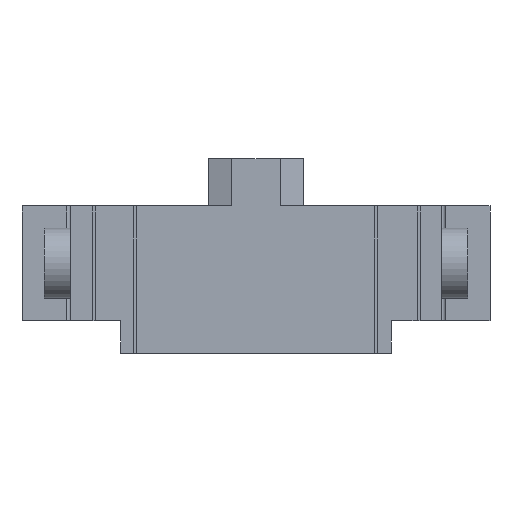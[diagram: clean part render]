
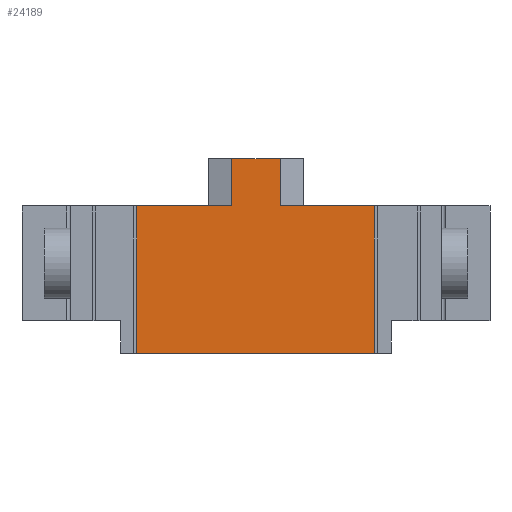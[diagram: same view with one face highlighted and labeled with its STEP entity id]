
A CAD part, front view. The second image highlights one B-rep face of the part: STEP entity #24189.
In plain terms, the highlighted planar face has unit normal (0, -1, 0).
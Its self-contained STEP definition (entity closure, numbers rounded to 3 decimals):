
#3567 = PLANE('',#3568);
#3568 = AXIS2_PLACEMENT_3D('',#3569,#3570,#3571);
#3569 = CARTESIAN_POINT('',(-15.9,-20.,3.4));
#3570 = DIRECTION('',(0.,0.,1.));
#3571 = DIRECTION('',(1.,0.,-0.));
#4785 = PLANE('',#4786);
#4786 = AXIS2_PLACEMENT_3D('',#4787,#4788,#4789);
#4787 = CARTESIAN_POINT('',(-12.6,-19.9,-6.6));
#4788 = DIRECTION('',(0.,0.,-1.));
#4789 = DIRECTION('',(0.,1.,0.));
#5751 = PLANE('',#5752);
#5752 = AXIS2_PLACEMENT_3D('',#5753,#5754,#5755);
#5753 = CARTESIAN_POINT('',(-15.9,-20.,3.4));
#5754 = DIRECTION('',(0.,0.,1.));
#5755 = DIRECTION('',(1.,0.,-0.));
#10009 = VERTEX_POINT('',#10010);
#10010 = CARTESIAN_POINT('',(1.65,-19.9,3.4));
#10026 = PLANE('',#10027);
#10027 = AXIS2_PLACEMENT_3D('',#10028,#10029,#10030);
#10028 = CARTESIAN_POINT('',(2.45,-19.667,3.4));
#10029 = DIRECTION('',(0.28,-0.96,0.));
#10030 = DIRECTION('',(0.,0.,-1.));
#10038 = EDGE_CURVE('',#10039,#10009,#10041,.T.);
#10039 = VERTEX_POINT('',#10040);
#10040 = CARTESIAN_POINT('',(8.05,-19.9,3.4));
#10041 = SURFACE_CURVE('',#10042,(#10046,#10053),.PCURVE_S1.);
#10042 = LINE('',#10043,#10044);
#10043 = CARTESIAN_POINT('',(12.6,-19.9,3.4));
#10044 = VECTOR('',#10045,1.);
#10045 = DIRECTION('',(-1.,0.,0.));
#10046 = PCURVE('',#3567,#10047);
#10047 = DEFINITIONAL_REPRESENTATION('',(#10048),#10052);
#10048 = LINE('',#10049,#10050);
#10049 = CARTESIAN_POINT('',(28.5,0.1));
#10050 = VECTOR('',#10051,1.);
#10051 = DIRECTION('',(-1.,0.));
#10052 = ( GEOMETRIC_REPRESENTATION_CONTEXT(2) 
PARAMETRIC_REPRESENTATION_CONTEXT() REPRESENTATION_CONTEXT('2D SPACE',''
  ) );
#10053 = PCURVE('',#10054,#10059);
#10054 = PLANE('',#10055);
#10055 = AXIS2_PLACEMENT_3D('',#10056,#10057,#10058);
#10056 = CARTESIAN_POINT('',(8.,-19.9,-6.6));
#10057 = DIRECTION('',(0.,1.,0.));
#10058 = DIRECTION('',(0.,0.,1.));
#10059 = DEFINITIONAL_REPRESENTATION('',(#10060),#10064);
#10060 = LINE('',#10061,#10062);
#10061 = CARTESIAN_POINT('',(10.,4.6));
#10062 = VECTOR('',#10063,1.);
#10063 = DIRECTION('',(0.,-1.));
#10064 = ( GEOMETRIC_REPRESENTATION_CONTEXT(2) 
PARAMETRIC_REPRESENTATION_CONTEXT() REPRESENTATION_CONTEXT('2D SPACE',''
  ) );
#10082 = PLANE('',#10083);
#10083 = AXIS2_PLACEMENT_3D('',#10084,#10085,#10086);
#10084 = CARTESIAN_POINT('',(8.05,-19.9,-6.6));
#10085 = DIRECTION('',(-1.,0.,0.));
#10086 = DIRECTION('',(0.,0.,1.));
#13591 = EDGE_CURVE('',#13592,#13594,#13596,.T.);
#13592 = VERTEX_POINT('',#13593);
#13593 = CARTESIAN_POINT('',(8.05,-19.9,-6.6));
#13594 = VERTEX_POINT('',#13595);
#13595 = CARTESIAN_POINT('',(-8.1,-19.9,-6.6));
#13596 = SURFACE_CURVE('',#13597,(#13601,#13608),.PCURVE_S1.);
#13597 = LINE('',#13598,#13599);
#13598 = CARTESIAN_POINT('',(8.05,-19.9,-6.6));
#13599 = VECTOR('',#13600,1.);
#13600 = DIRECTION('',(-1.,0.,0.));
#13601 = PCURVE('',#4785,#13602);
#13602 = DEFINITIONAL_REPRESENTATION('',(#13603),#13607);
#13603 = LINE('',#13604,#13605);
#13604 = CARTESIAN_POINT('',(0.,20.65));
#13605 = VECTOR('',#13606,1.);
#13606 = DIRECTION('',(0.,-1.));
#13607 = ( GEOMETRIC_REPRESENTATION_CONTEXT(2) 
PARAMETRIC_REPRESENTATION_CONTEXT() REPRESENTATION_CONTEXT('2D SPACE',''
  ) );
#13608 = PCURVE('',#10054,#13609);
#13609 = DEFINITIONAL_REPRESENTATION('',(#13610),#13614);
#13610 = LINE('',#13611,#13612);
#13611 = CARTESIAN_POINT('',(0.,0.05));
#13612 = VECTOR('',#13613,1.);
#13613 = DIRECTION('',(0.,-1.));
#13614 = ( GEOMETRIC_REPRESENTATION_CONTEXT(2) 
PARAMETRIC_REPRESENTATION_CONTEXT() REPRESENTATION_CONTEXT('2D SPACE',''
  ) );
#13632 = PLANE('',#13633);
#13633 = AXIS2_PLACEMENT_3D('',#13634,#13635,#13636);
#13634 = CARTESIAN_POINT('',(-8.1,-19.1,-6.6));
#13635 = DIRECTION('',(-1.,0.,0.));
#13636 = DIRECTION('',(0.,0.,1.));
#14548 = VERTEX_POINT('',#14549);
#14549 = CARTESIAN_POINT('',(-8.1,-19.9,3.4));
#14570 = EDGE_CURVE('',#14571,#14548,#14573,.T.);
#14571 = VERTEX_POINT('',#14572);
#14572 = CARTESIAN_POINT('',(-1.65,-19.9,3.4));
#14573 = SURFACE_CURVE('',#14574,(#14578,#14585),.PCURVE_S1.);
#14574 = LINE('',#14575,#14576);
#14575 = CARTESIAN_POINT('',(12.6,-19.9,3.4));
#14576 = VECTOR('',#14577,1.);
#14577 = DIRECTION('',(-1.,0.,0.));
#14578 = PCURVE('',#5751,#14579);
#14579 = DEFINITIONAL_REPRESENTATION('',(#14580),#14584);
#14580 = LINE('',#14581,#14582);
#14581 = CARTESIAN_POINT('',(28.5,0.1));
#14582 = VECTOR('',#14583,1.);
#14583 = DIRECTION('',(-1.,0.));
#14584 = ( GEOMETRIC_REPRESENTATION_CONTEXT(2) 
PARAMETRIC_REPRESENTATION_CONTEXT() REPRESENTATION_CONTEXT('2D SPACE',''
  ) );
#14585 = PCURVE('',#10054,#14586);
#14586 = DEFINITIONAL_REPRESENTATION('',(#14587),#14591);
#14587 = LINE('',#14588,#14589);
#14588 = CARTESIAN_POINT('',(10.,4.6));
#14589 = VECTOR('',#14590,1.);
#14590 = DIRECTION('',(0.,-1.));
#14591 = ( GEOMETRIC_REPRESENTATION_CONTEXT(2) 
PARAMETRIC_REPRESENTATION_CONTEXT() REPRESENTATION_CONTEXT('2D SPACE',''
  ) );
#14609 = PLANE('',#14610);
#14610 = AXIS2_PLACEMENT_3D('',#14611,#14612,#14613);
#14611 = CARTESIAN_POINT('',(-2.45,-19.667,3.4));
#14612 = DIRECTION('',(0.28,0.96,0.));
#14613 = DIRECTION('',(0.,0.,-1.));
#18156 = PLANE('',#18157);
#18157 = AXIS2_PLACEMENT_3D('',#18158,#18159,#18160);
#18158 = CARTESIAN_POINT('',(-1.65,-20.,6.6));
#18159 = DIRECTION('',(0.,0.,1.));
#18160 = DIRECTION('',(1.,0.,-0.));
#19275 = EDGE_CURVE('',#10009,#19276,#19278,.T.);
#19276 = VERTEX_POINT('',#19277);
#19277 = CARTESIAN_POINT('',(1.65,-19.9,6.6));
#19278 = SURFACE_CURVE('',#19279,(#19283,#19290),.PCURVE_S1.);
#19279 = LINE('',#19280,#19281);
#19280 = CARTESIAN_POINT('',(1.65,-19.9,5.));
#19281 = VECTOR('',#19282,1.);
#19282 = DIRECTION('',(-0.,0.,1.));
#19283 = PCURVE('',#10026,#19284);
#19284 = DEFINITIONAL_REPRESENTATION('',(#19285),#19289);
#19285 = LINE('',#19286,#19287);
#19286 = CARTESIAN_POINT('',(-1.6,-0.833));
#19287 = VECTOR('',#19288,1.);
#19288 = DIRECTION('',(-1.,0.));
#19289 = ( GEOMETRIC_REPRESENTATION_CONTEXT(2) 
PARAMETRIC_REPRESENTATION_CONTEXT() REPRESENTATION_CONTEXT('2D SPACE',''
  ) );
#19290 = PCURVE('',#10054,#19291);
#19291 = DEFINITIONAL_REPRESENTATION('',(#19292),#19296);
#19292 = LINE('',#19293,#19294);
#19293 = CARTESIAN_POINT('',(11.6,-6.35));
#19294 = VECTOR('',#19295,1.);
#19295 = DIRECTION('',(1.,0.));
#19296 = ( GEOMETRIC_REPRESENTATION_CONTEXT(2) 
PARAMETRIC_REPRESENTATION_CONTEXT() REPRESENTATION_CONTEXT('2D SPACE',''
  ) );
#24167 = EDGE_CURVE('',#13592,#10039,#24168,.T.);
#24168 = SURFACE_CURVE('',#24169,(#24173,#24180),.PCURVE_S1.);
#24169 = LINE('',#24170,#24171);
#24170 = CARTESIAN_POINT('',(8.05,-19.9,-6.6));
#24171 = VECTOR('',#24172,1.);
#24172 = DIRECTION('',(0.,0.,1.));
#24173 = PCURVE('',#10082,#24174);
#24174 = DEFINITIONAL_REPRESENTATION('',(#24175),#24179);
#24175 = LINE('',#24176,#24177);
#24176 = CARTESIAN_POINT('',(0.,0.));
#24177 = VECTOR('',#24178,1.);
#24178 = DIRECTION('',(1.,0.));
#24179 = ( GEOMETRIC_REPRESENTATION_CONTEXT(2) 
PARAMETRIC_REPRESENTATION_CONTEXT() REPRESENTATION_CONTEXT('2D SPACE',''
  ) );
#24180 = PCURVE('',#10054,#24181);
#24181 = DEFINITIONAL_REPRESENTATION('',(#24182),#24186);
#24182 = LINE('',#24183,#24184);
#24183 = CARTESIAN_POINT('',(0.,0.05));
#24184 = VECTOR('',#24185,1.);
#24185 = DIRECTION('',(1.,0.));
#24186 = ( GEOMETRIC_REPRESENTATION_CONTEXT(2) 
PARAMETRIC_REPRESENTATION_CONTEXT() REPRESENTATION_CONTEXT('2D SPACE',''
  ) );
#24189 = ADVANCED_FACE('',(#24190),#10054,.F.);
#24190 = FACE_BOUND('',#24191,.F.);
#24191 = EDGE_LOOP('',(#24192,#24213,#24214,#24237,#24258,#24259,#24260,
    #24261));
#24192 = ORIENTED_EDGE('',*,*,#24193,.T.);
#24193 = EDGE_CURVE('',#13594,#14548,#24194,.T.);
#24194 = SURFACE_CURVE('',#24195,(#24199,#24206),.PCURVE_S1.);
#24195 = LINE('',#24196,#24197);
#24196 = CARTESIAN_POINT('',(-8.1,-19.9,-0.5));
#24197 = VECTOR('',#24198,1.);
#24198 = DIRECTION('',(0.,-0.,1.));
#24199 = PCURVE('',#10054,#24200);
#24200 = DEFINITIONAL_REPRESENTATION('',(#24201),#24205);
#24201 = LINE('',#24202,#24203);
#24202 = CARTESIAN_POINT('',(6.1,-16.1));
#24203 = VECTOR('',#24204,1.);
#24204 = DIRECTION('',(1.,0.));
#24205 = ( GEOMETRIC_REPRESENTATION_CONTEXT(2) 
PARAMETRIC_REPRESENTATION_CONTEXT() REPRESENTATION_CONTEXT('2D SPACE',''
  ) );
#24206 = PCURVE('',#13632,#24207);
#24207 = DEFINITIONAL_REPRESENTATION('',(#24208),#24212);
#24208 = LINE('',#24209,#24210);
#24209 = CARTESIAN_POINT('',(6.1,-0.8));
#24210 = VECTOR('',#24211,1.);
#24211 = DIRECTION('',(1.,0.));
#24212 = ( GEOMETRIC_REPRESENTATION_CONTEXT(2) 
PARAMETRIC_REPRESENTATION_CONTEXT() REPRESENTATION_CONTEXT('2D SPACE',''
  ) );
#24213 = ORIENTED_EDGE('',*,*,#14570,.F.);
#24214 = ORIENTED_EDGE('',*,*,#24215,.F.);
#24215 = EDGE_CURVE('',#24216,#14571,#24218,.T.);
#24216 = VERTEX_POINT('',#24217);
#24217 = CARTESIAN_POINT('',(-1.65,-19.9,6.6));
#24218 = SURFACE_CURVE('',#24219,(#24223,#24230),.PCURVE_S1.);
#24219 = LINE('',#24220,#24221);
#24220 = CARTESIAN_POINT('',(-1.65,-19.9,3.4));
#24221 = VECTOR('',#24222,1.);
#24222 = DIRECTION('',(0.,0.,-1.));
#24223 = PCURVE('',#10054,#24224);
#24224 = DEFINITIONAL_REPRESENTATION('',(#24225),#24229);
#24225 = LINE('',#24226,#24227);
#24226 = CARTESIAN_POINT('',(10.,-9.65));
#24227 = VECTOR('',#24228,1.);
#24228 = DIRECTION('',(-1.,0.));
#24229 = ( GEOMETRIC_REPRESENTATION_CONTEXT(2) 
PARAMETRIC_REPRESENTATION_CONTEXT() REPRESENTATION_CONTEXT('2D SPACE',''
  ) );
#24230 = PCURVE('',#14609,#24231);
#24231 = DEFINITIONAL_REPRESENTATION('',(#24232),#24236);
#24232 = LINE('',#24233,#24234);
#24233 = CARTESIAN_POINT('',(0.,-0.833));
#24234 = VECTOR('',#24235,1.);
#24235 = DIRECTION('',(1.,-0.));
#24236 = ( GEOMETRIC_REPRESENTATION_CONTEXT(2) 
PARAMETRIC_REPRESENTATION_CONTEXT() REPRESENTATION_CONTEXT('2D SPACE',''
  ) );
#24237 = ORIENTED_EDGE('',*,*,#24238,.F.);
#24238 = EDGE_CURVE('',#19276,#24216,#24239,.T.);
#24239 = SURFACE_CURVE('',#24240,(#24244,#24251),.PCURVE_S1.);
#24240 = LINE('',#24241,#24242);
#24241 = CARTESIAN_POINT('',(3.25,-19.9,6.6));
#24242 = VECTOR('',#24243,1.);
#24243 = DIRECTION('',(-1.,0.,0.));
#24244 = PCURVE('',#10054,#24245);
#24245 = DEFINITIONAL_REPRESENTATION('',(#24246),#24250);
#24246 = LINE('',#24247,#24248);
#24247 = CARTESIAN_POINT('',(13.2,-4.75));
#24248 = VECTOR('',#24249,1.);
#24249 = DIRECTION('',(0.,-1.));
#24250 = ( GEOMETRIC_REPRESENTATION_CONTEXT(2) 
PARAMETRIC_REPRESENTATION_CONTEXT() REPRESENTATION_CONTEXT('2D SPACE',''
  ) );
#24251 = PCURVE('',#18156,#24252);
#24252 = DEFINITIONAL_REPRESENTATION('',(#24253),#24257);
#24253 = LINE('',#24254,#24255);
#24254 = CARTESIAN_POINT('',(4.9,0.1));
#24255 = VECTOR('',#24256,1.);
#24256 = DIRECTION('',(-1.,0.));
#24257 = ( GEOMETRIC_REPRESENTATION_CONTEXT(2) 
PARAMETRIC_REPRESENTATION_CONTEXT() REPRESENTATION_CONTEXT('2D SPACE',''
  ) );
#24258 = ORIENTED_EDGE('',*,*,#19275,.F.);
#24259 = ORIENTED_EDGE('',*,*,#10038,.F.);
#24260 = ORIENTED_EDGE('',*,*,#24167,.F.);
#24261 = ORIENTED_EDGE('',*,*,#13591,.T.);
